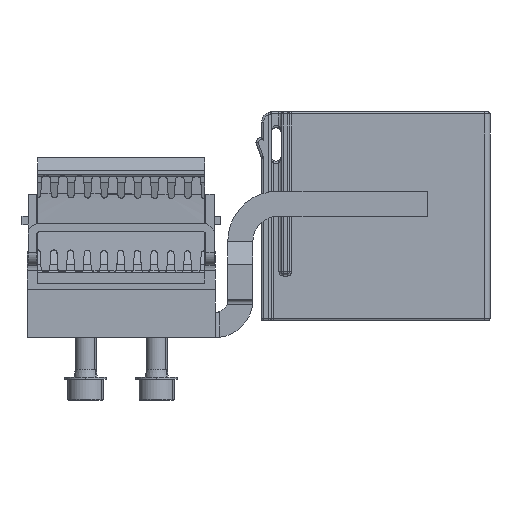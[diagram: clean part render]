
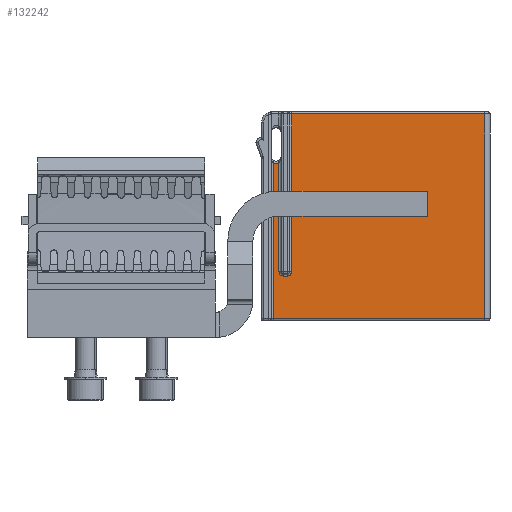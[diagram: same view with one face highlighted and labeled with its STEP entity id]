
A CAD part, left-side view. The second image highlights one B-rep face of the part: STEP entity #132242.
In plain terms, the highlighted planar face has unit normal (-1, 0, 0).
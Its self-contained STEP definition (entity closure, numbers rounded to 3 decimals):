
#129391=DIRECTION('',(0.,1.,0.));
#129392=VECTOR('',#129391,46.25);
#129393=CARTESIAN_POINT('',(-140.75,-185.25,49.5));
#129394=LINE('',#129393,#129392);
#129554=DIRECTION('',(0.,-1.,0.));
#129555=VECTOR('',#129554,50.65);
#129556=CARTESIAN_POINT('',(-140.75,-134.6,0.5));
#129557=LINE('',#129556,#129555);
#129572=CARTESIAN_POINT('',(-140.75,-135.3,39.4));
#129573=DIRECTION('',(-1.,0.,0.));
#129574=DIRECTION('',(0.,0.412,-0.911));
#129575=AXIS2_PLACEMENT_3D('',#129572,#129573,#129574);
#129577=CARTESIAN_POINT('',(-140.75,-137.,11.7));
#129578=DIRECTION('',(-1.,0.,0.));
#129579=DIRECTION('',(0.,1.,0.));
#129580=AXIS2_PLACEMENT_3D('',#129577,#129578,#129579);
#129582=CARTESIAN_POINT('',(-140.75,-138.,11.7));
#129583=DIRECTION('',(-1.,0.,0.));
#129584=DIRECTION('',(0.,0.,-1.));
#129585=AXIS2_PLACEMENT_3D('',#129582,#129583,#129584);
#129587=DIRECTION('',(0.,0.,-1.));
#129588=VECTOR('',#129587,49.);
#129589=CARTESIAN_POINT('',(-140.75,-185.25,49.5));
#129590=LINE('',#129589,#129588);
#129635=DIRECTION('',(0.,0.,1.));
#129636=VECTOR('',#129635,26.151);
#129637=CARTESIAN_POINT('',(-140.75,-136.,11.7));
#129638=LINE('',#129637,#129636);
#129657=DIRECTION('',(0.,1.,0.));
#129658=VECTOR('',#129657,1.);
#129659=CARTESIAN_POINT('',(-140.75,-138.,10.7));
#129660=LINE('',#129659,#129658);
#129697=DIRECTION('',(0.,0.,-1.));
#129698=VECTOR('',#129697,37.8);
#129699=CARTESIAN_POINT('',(-140.75,-139.,49.5));
#129700=LINE('',#129699,#129698);
#129744=DIRECTION('',(0.,0.,-1.));
#129745=VECTOR('',#129744,37.351);
#129746=CARTESIAN_POINT('',(-140.75,-134.6,37.851));
#129747=LINE('',#129746,#129745);
#130572=CARTESIAN_POINT('',(-140.75,-185.25,49.5));
#130573=VERTEX_POINT('',#130572);
#130578=CARTESIAN_POINT('',(-140.75,-185.25,0.5));
#130579=VERTEX_POINT('',#130578);
#130665=CARTESIAN_POINT('',(-140.75,-134.6,37.851));
#130666=CARTESIAN_POINT('',(-140.75,-136.,37.851));
#130667=VERTEX_POINT('',#130665);
#130668=VERTEX_POINT('',#130666);
#130669=CARTESIAN_POINT('',(-140.75,-136.,11.7));
#130670=VERTEX_POINT('',#130669);
#130671=CARTESIAN_POINT('',(-140.75,-137.,10.7));
#130672=VERTEX_POINT('',#130671);
#130673=CARTESIAN_POINT('',(-140.75,-138.,10.7));
#130674=VERTEX_POINT('',#130673);
#130675=CARTESIAN_POINT('',(-140.75,-139.,11.7));
#130676=VERTEX_POINT('',#130675);
#130677=CARTESIAN_POINT('',(-140.75,-139.,49.5));
#130678=VERTEX_POINT('',#130677);
#130679=CARTESIAN_POINT('',(-140.75,-134.6,0.5));
#130680=VERTEX_POINT('',#130679);
#132218=CARTESIAN_POINT('',(-140.75,-159.925,25.));
#132219=DIRECTION('',(1.,0.,0.));
#132220=DIRECTION('',(0.,1.,0.));
#132221=AXIS2_PLACEMENT_3D('',#132218,#132219,#132220);
#132222=PLANE('',#132221);
#132224=ORIENTED_EDGE('',*,*,#132223,.T.);
#132226=ORIENTED_EDGE('',*,*,#132225,.F.);
#132228=ORIENTED_EDGE('',*,*,#132227,.T.);
#132230=ORIENTED_EDGE('',*,*,#132229,.F.);
#132232=ORIENTED_EDGE('',*,*,#132231,.T.);
#132234=ORIENTED_EDGE('',*,*,#132233,.F.);
#132235=ORIENTED_EDGE('',*,*,#131968,.F.);
#132236=ORIENTED_EDGE('',*,*,#132172,.T.);
#132237=ORIENTED_EDGE('',*,*,#132209,.F.);
#132239=ORIENTED_EDGE('',*,*,#132238,.F.);
#132240=EDGE_LOOP('',(#132224,#132226,#132228,#132230,#132232,#132234,#132235,
#132236,#132237,#132239));
#132241=FACE_OUTER_BOUND('',#132240,.F.);
#129576=CIRCLE('',#129575,1.7);
#129581=CIRCLE('',#129580,1.);
#129586=CIRCLE('',#129585,1.);
#131968=EDGE_CURVE('',#130573,#130678,#129394,.T.);
#132172=EDGE_CURVE('',#130573,#130579,#129590,.T.);
#132209=EDGE_CURVE('',#130680,#130579,#129557,.T.);
#132223=EDGE_CURVE('',#130667,#130668,#129576,.T.);
#132225=EDGE_CURVE('',#130670,#130668,#129638,.T.);
#132227=EDGE_CURVE('',#130670,#130672,#129581,.T.);
#132229=EDGE_CURVE('',#130674,#130672,#129660,.T.);
#132231=EDGE_CURVE('',#130674,#130676,#129586,.T.);
#132233=EDGE_CURVE('',#130678,#130676,#129700,.T.);
#132238=EDGE_CURVE('',#130667,#130680,#129747,.T.);
#132242=ADVANCED_FACE('',(#132241),#132222,.F.);
